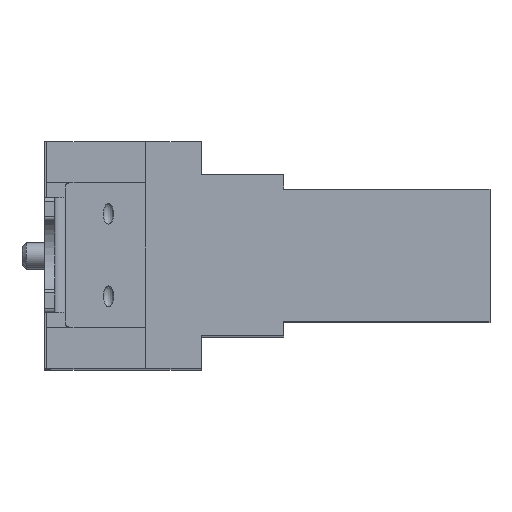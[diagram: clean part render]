
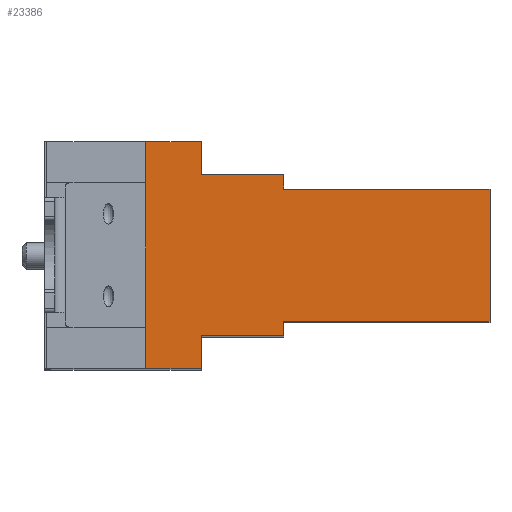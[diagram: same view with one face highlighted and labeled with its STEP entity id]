
A CAD part, top view. The second image highlights one B-rep face of the part: STEP entity #23386.
In plain terms, the highlighted planar face has unit normal (0, 0, 1).
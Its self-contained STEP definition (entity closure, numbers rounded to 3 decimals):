
#1290=DIRECTION('',(0.,1.,0.));
#1291=VECTOR('',#1290,0.35);
#1292=CARTESIAN_POINT('',(0.375,1.6,13.1));
#1293=LINE('',#1292,#1291);
#1446=DIRECTION('',(0.,1.,0.));
#1447=VECTOR('',#1446,3.2);
#1448=CARTESIAN_POINT('',(5.375,-1.6,13.1));
#1449=LINE('',#1448,#1447);
#2026=DIRECTION('',(0.,1.,0.));
#2027=VECTOR('',#2026,0.35);
#2028=CARTESIAN_POINT('',(0.375,-1.95,13.1));
#2029=LINE('',#2028,#2027);
#2198=DIRECTION('',(-1.,0.,0.));
#2199=VECTOR('',#2198,2.);
#2200=CARTESIAN_POINT('',(0.375,1.95,13.1));
#2201=LINE('',#2200,#2199);
#2214=DIRECTION('',(-1.,0.,0.));
#2215=VECTOR('',#2214,5.);
#2216=CARTESIAN_POINT('',(5.375,1.6,13.1));
#2217=LINE('',#2216,#2215);
#2246=DIRECTION('',(1.,0.,0.));
#2247=VECTOR('',#2246,5.);
#2248=CARTESIAN_POINT('',(0.375,-1.6,13.1));
#2249=LINE('',#2248,#2247);
#4114=DIRECTION('',(1.,0.,0.));
#4115=VECTOR('',#4114,2.);
#4116=CARTESIAN_POINT('',(-1.625,-1.95,13.1));
#4117=LINE('',#4116,#4115);
#4130=DIRECTION('',(0.,1.,0.));
#4131=VECTOR('',#4130,0.8);
#4132=CARTESIAN_POINT('',(-1.625,-2.75,13.1));
#4133=LINE('',#4132,#4131);
#4162=DIRECTION('',(1.,0.,0.));
#4163=VECTOR('',#4162,1.35);
#4164=CARTESIAN_POINT('',(-2.975,-2.75,13.1));
#4165=LINE('',#4164,#4163);
#9056=DIRECTION('',(-1.,0.,0.));
#9057=VECTOR('',#9056,1.35);
#9058=CARTESIAN_POINT('',(-1.625,2.75,13.1));
#9059=LINE('',#9058,#9057);
#14298=DIRECTION('',(0.,1.,0.));
#14299=VECTOR('',#14298,0.8);
#14300=CARTESIAN_POINT('',(-1.625,1.95,13.1));
#14301=LINE('',#14300,#14299);
#14326=DIRECTION('',(0.,-1.,0.));
#14327=VECTOR('',#14326,5.5);
#14328=CARTESIAN_POINT('',(-2.975,2.75,13.1));
#14329=LINE('',#14328,#14327);
#16302=CARTESIAN_POINT('',(-1.625,2.75,13.1));
#16303=VERTEX_POINT('',#16302);
#16304=CARTESIAN_POINT('',(-2.975,2.75,13.1));
#16305=VERTEX_POINT('',#16304);
#17905=CARTESIAN_POINT('',(-2.975,-2.75,13.1));
#17906=VERTEX_POINT('',#17905);
#17985=CARTESIAN_POINT('',(-1.625,-2.75,13.1));
#17986=VERTEX_POINT('',#17985);
#20257=CARTESIAN_POINT('',(0.375,1.6,13.1));
#20258=VERTEX_POINT('',#20257);
#20259=CARTESIAN_POINT('',(0.375,1.95,13.1));
#20260=VERTEX_POINT('',#20259);
#20521=CARTESIAN_POINT('',(5.375,-1.6,13.1));
#20522=VERTEX_POINT('',#20521);
#20523=CARTESIAN_POINT('',(5.375,1.6,13.1));
#20524=VERTEX_POINT('',#20523);
#20785=CARTESIAN_POINT('',(0.375,-1.95,13.1));
#20786=VERTEX_POINT('',#20785);
#20787=CARTESIAN_POINT('',(0.375,-1.6,13.1));
#20788=VERTEX_POINT('',#20787);
#21029=CARTESIAN_POINT('',(-1.625,1.95,13.1));
#21030=VERTEX_POINT('',#21029);
#21031=CARTESIAN_POINT('',(-1.625,-1.95,13.1));
#21032=VERTEX_POINT('',#21031);
#23359=CARTESIAN_POINT('',(1.2,0.,13.1));
#23360=DIRECTION('',(0.,0.,1.));
#23361=DIRECTION('',(0.,1.,0.));
#23362=AXIS2_PLACEMENT_3D('',#23359,#23360,#23361);
#23363=PLANE('',#23362);
#23365=ORIENTED_EDGE('',*,*,#23364,.F.);
#23366=ORIENTED_EDGE('',*,*,#22685,.F.);
#23368=ORIENTED_EDGE('',*,*,#23367,.F.);
#23369=ORIENTED_EDGE('',*,*,#23021,.F.);
#23371=ORIENTED_EDGE('',*,*,#23370,.F.);
#23373=ORIENTED_EDGE('',*,*,#23372,.F.);
#23375=ORIENTED_EDGE('',*,*,#23374,.F.);
#23377=ORIENTED_EDGE('',*,*,#23376,.F.);
#23379=ORIENTED_EDGE('',*,*,#23378,.F.);
#23381=ORIENTED_EDGE('',*,*,#23380,.F.);
#23382=ORIENTED_EDGE('',*,*,#23350,.F.);
#23383=ORIENTED_EDGE('',*,*,#22375,.F.);
#23384=EDGE_LOOP('',(#23365,#23366,#23368,#23369,#23371,#23373,#23375,#23377,
#23379,#23381,#23382,#23383));
#23385=FACE_OUTER_BOUND('',#23384,.F.);
#22375=EDGE_CURVE('',#20258,#20260,#1293,.T.);
#22685=EDGE_CURVE('',#20522,#20524,#1449,.T.);
#23021=EDGE_CURVE('',#20786,#20788,#2029,.T.);
#23350=EDGE_CURVE('',#20260,#21030,#2201,.T.);
#23364=EDGE_CURVE('',#20524,#20258,#2217,.T.);
#23367=EDGE_CURVE('',#20788,#20522,#2249,.T.);
#23370=EDGE_CURVE('',#21032,#20786,#4117,.T.);
#23372=EDGE_CURVE('',#17986,#21032,#4133,.T.);
#23374=EDGE_CURVE('',#17906,#17986,#4165,.T.);
#23376=EDGE_CURVE('',#16305,#17906,#14329,.T.);
#23378=EDGE_CURVE('',#16303,#16305,#9059,.T.);
#23380=EDGE_CURVE('',#21030,#16303,#14301,.T.);
#23386=ADVANCED_FACE('',(#23385),#23363,.T.);
